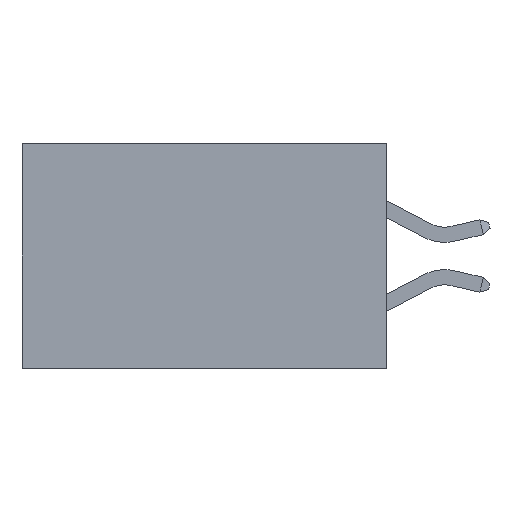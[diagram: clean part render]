
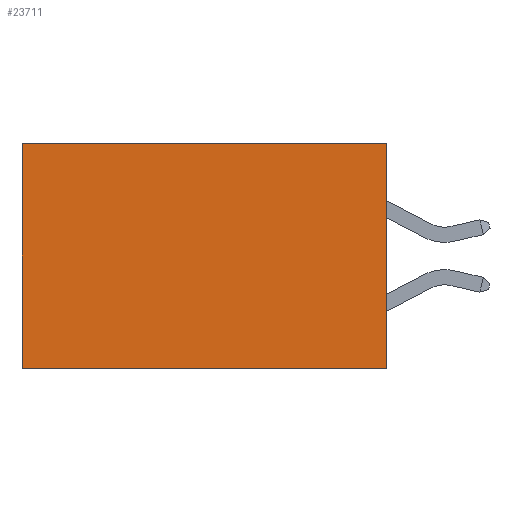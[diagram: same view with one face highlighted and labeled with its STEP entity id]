
A CAD part, left-side view. The second image highlights one B-rep face of the part: STEP entity #23711.
In plain terms, the highlighted planar face has unit normal (-1, 0, 0).
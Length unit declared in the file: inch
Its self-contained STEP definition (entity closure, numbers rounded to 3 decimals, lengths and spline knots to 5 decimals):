
#215 = LINE ( 'NONE', #1892, #11570 ) ;
#297 = VERTEX_POINT ( 'NONE', #10662 ) ;
#1892 = CARTESIAN_POINT ( 'NONE',  ( 0.298, 0., 0. ) ) ;
#2785 = VERTEX_POINT ( 'NONE', #18094 ) ;
#3974 = ORIENTED_EDGE ( 'NONE', *, *, #25295, .F. ) ;
#5070 = CARTESIAN_POINT ( 'NONE',  ( 0.298, 0., 0. ) ) ;
#7372 = DIRECTION ( 'NONE',  ( 0., 0., -1. ) ) ;
#7428 = ORIENTED_EDGE ( 'NONE', *, *, #23448, .T. ) ;
#8458 = CARTESIAN_POINT ( 'NONE',  ( 0.298, 0., 0. ) ) ;
#10662 = CARTESIAN_POINT ( 'NONE',  ( 0.298, 0., 0. ) ) ;
#11570 = VECTOR ( 'NONE', #28405, 39.37008 ) ;
#12275 = EDGE_LOOP ( 'NONE', ( #21552, #22114, #3974, #7428 ) ) ;
#12825 = CARTESIAN_POINT ( 'NONE',  ( 0.298, 0.6, -0.37 ) ) ;
#13954 = LINE ( 'NONE', #8458, #24869 ) ;
#13978 = LINE ( 'NONE', #24731, #24207 ) ;
#14023 = VERTEX_POINT ( 'NONE', #17103 ) ;
#14385 = LINE ( 'NONE', #15751, #25257 ) ;
#15751 = CARTESIAN_POINT ( 'NONE',  ( 0.298, 0., -0.37 ) ) ;
#16349 = PLANE ( 'NONE',  #24515 ) ;
#17103 = CARTESIAN_POINT ( 'NONE',  ( 0.298, 0., -0.37 ) ) ;
#18094 = CARTESIAN_POINT ( 'NONE',  ( 0.298, 0.6, 0. ) ) ;
#18219 = DIRECTION ( 'NONE',  ( 0., 0., -1. ) ) ;
#19742 = DIRECTION ( 'NONE',  ( 0., 0., -1. ) ) ;
#20804 = DIRECTION ( 'NONE',  ( 1., 0., 0. ) ) ;
#21552 = ORIENTED_EDGE ( 'NONE', *, *, #24898, .T. ) ;
#22114 = ORIENTED_EDGE ( 'NONE', *, *, #24220, .F. ) ;
#23323 = VERTEX_POINT ( 'NONE', #12825 ) ;
#23448 = EDGE_CURVE ( 'NONE', #297, #2785, #215, .T. ) ;
#23711 = ADVANCED_FACE ( 'NONE', ( #27286 ), #16349, .F. ) ;
#24207 = VECTOR ( 'NONE', #18219, 39.37008 ) ;
#24220 = EDGE_CURVE ( 'NONE', #14023, #23323, #14385, .T. ) ;
#24466 = DIRECTION ( 'NONE',  ( 0., 1., 0. ) ) ;
#24515 = AXIS2_PLACEMENT_3D ( 'NONE', #5070, #20804, #7372 ) ;
#24731 = CARTESIAN_POINT ( 'NONE',  ( 0.298, 0.6, 0. ) ) ;
#24869 = VECTOR ( 'NONE', #19742, 39.37008 ) ;
#24898 = EDGE_CURVE ( 'NONE', #2785, #23323, #13978, .T. ) ;
#25257 = VECTOR ( 'NONE', #24466, 39.37008 ) ;
#25295 = EDGE_CURVE ( 'NONE', #297, #14023, #13954, .T. ) ;
#27286 = FACE_OUTER_BOUND ( 'NONE', #12275, .T. ) ;
#28405 = DIRECTION ( 'NONE',  ( 0., 1., 0. ) ) ;
